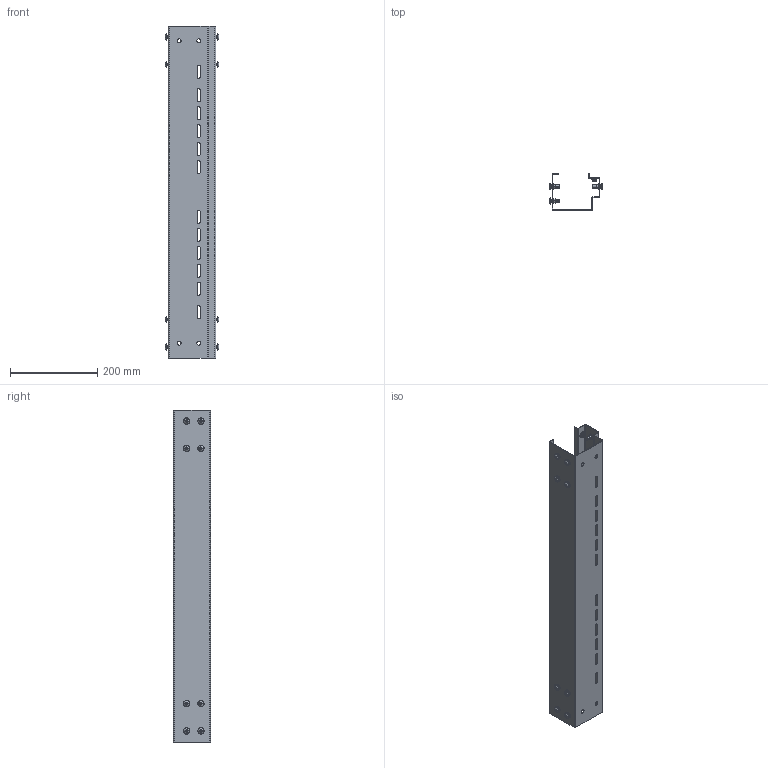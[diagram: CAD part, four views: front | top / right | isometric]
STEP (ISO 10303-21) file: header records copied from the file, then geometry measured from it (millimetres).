
FILE_DESCRIPTION (( 'STEP AP203' ), '1' );
FILE_NAME ('ITK DATAROW Áàëêà ãîðèçîíòàëüíàÿ ïðîäîëüíàÿ 750 ñåð..STEP', '2024-12-11T08:47:34', ( '' ), ( '' ), 'SwSTEP 2.0', 'SolidWorks 2022', '' );
FILE_SCHEMA (( 'CONFIG_CONTROL_DESIGN' ));
Length unit declared in the file: millimetre
Products named in the file (5): ITK DATAROW Балка горизонтальная продольная 750 сер.; Резьбовая заклепка потай^АГИЕ 282.01.02.000СБ_М6; АГИЕ 282.01.00.002_-02; АГИЕ 282.01.02.000СБ_-02; Винт полусфера с прессшайбой DIN 967_M6х20
Assembly tree (28 placements, depth 3):
  ITK DATAROW Балка горизонтальная продольная 750 сер.
    АГИЕ 282.01.02.000СБ_-02
      АГИЕ 282.01.00.002_-02
      Резьбовая заклепка потай^АГИЕ 282.01.02.000СБ_М6  x14
    Винт полусфера с прессшайбой DIN 967_M6х20  x12
Bounding box: 123.84 x 85 x 762 mm (x, y, z)
Volume: 339091.5 mm3; surface area: 485814.4 mm2
Topology: 27 solids, 27 shells, 900 faces, 2208 edges, 1400 vertices
Faces by surface type: plane 402, cylinder 218, cone 204, bspline 28, torus 24, sphere 24
Entity records: 8031 total; most frequent: DIRECTION 1268, CARTESIAN_POINT 1251, ORIENTED_EDGE 1112, EDGE_CURVE 556, AXIS2_PLACEMENT_3D 491, VERTEX_POINT 348, LINE 286, VECTOR 286
